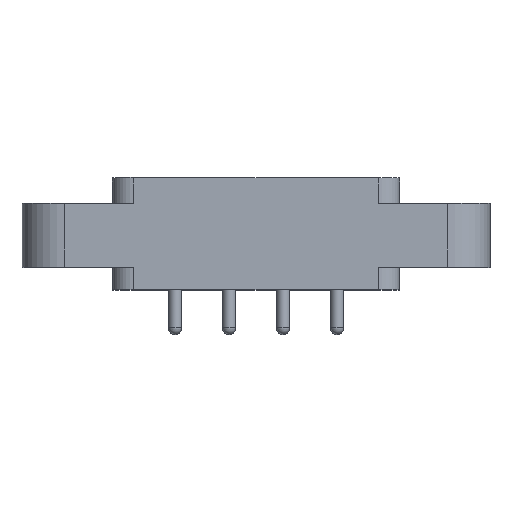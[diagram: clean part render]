
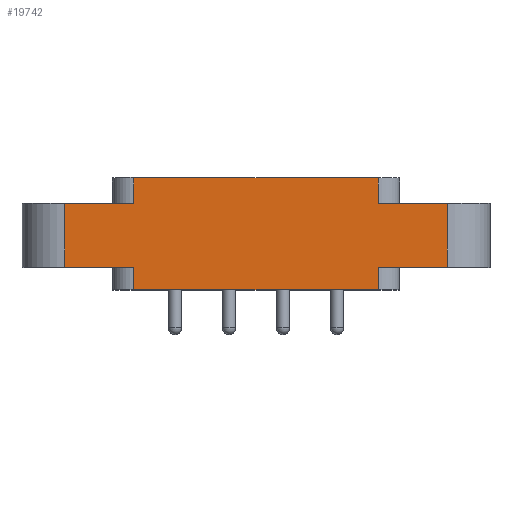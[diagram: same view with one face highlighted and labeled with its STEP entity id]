
A CAD part, top view. The second image highlights one B-rep face of the part: STEP entity #19742.
In plain terms, the highlighted planar face has unit normal (0, 0, 1).
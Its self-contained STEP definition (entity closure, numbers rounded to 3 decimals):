
#19=DIRECTION('',(-1.,0.,0.));
#20=VECTOR('',#19,6.5);
#21=CARTESIAN_POINT('',(18.,8.1,12.7));
#22=LINE('',#21,#20);
#41=DIRECTION('',(0.,1.,0.));
#42=VECTOR('',#41,2.4);
#43=CARTESIAN_POINT('',(11.5,8.1,12.7));
#44=LINE('',#43,#42);
#63=DIRECTION('',(-1.,0.,0.));
#64=VECTOR('',#63,23.);
#65=CARTESIAN_POINT('',(11.5,10.5,12.7));
#66=LINE('',#65,#64);
#1177=DIRECTION('',(0.,-1.,0.));
#1178=VECTOR('',#1177,2.4);
#1179=CARTESIAN_POINT('',(-11.5,10.5,12.7));
#1180=LINE('',#1179,#1178);
#1199=DIRECTION('',(-1.,0.,0.));
#1200=VECTOR('',#1199,6.5);
#1201=CARTESIAN_POINT('',(-11.5,8.1,12.7));
#1202=LINE('',#1201,#1200);
#1249=DIRECTION('',(0.,-1.,0.));
#1250=VECTOR('',#1249,6.);
#1251=CARTESIAN_POINT('',(-18.,8.1,12.7));
#1252=LINE('',#1251,#1250);
#1275=DIRECTION('',(1.,0.,0.));
#1276=VECTOR('',#1275,6.5);
#1277=CARTESIAN_POINT('',(-18.,2.1,12.7));
#1278=LINE('',#1277,#1276);
#1313=DIRECTION('',(0.,-1.,0.));
#1314=VECTOR('',#1313,2.1);
#1315=CARTESIAN_POINT('',(-11.5,2.1,12.7));
#1316=LINE('',#1315,#1314);
#1335=DIRECTION('',(1.,0.,0.));
#1336=VECTOR('',#1335,23.);
#1337=CARTESIAN_POINT('',(-11.5,0.,12.7));
#1338=LINE('',#1337,#1336);
#1521=DIRECTION('',(0.,1.,0.));
#1522=VECTOR('',#1521,2.1);
#1523=CARTESIAN_POINT('',(11.5,0.,12.7));
#1524=LINE('',#1523,#1522);
#1543=DIRECTION('',(1.,0.,0.));
#1544=VECTOR('',#1543,6.5);
#1545=CARTESIAN_POINT('',(11.5,2.1,12.7));
#1546=LINE('',#1545,#1544);
#1581=DIRECTION('',(0.,1.,0.));
#1582=VECTOR('',#1581,6.);
#1583=CARTESIAN_POINT('',(18.,2.1,12.7));
#1584=LINE('',#1583,#1582);
#15869=CARTESIAN_POINT('',(18.,2.1,12.7));
#15870=CARTESIAN_POINT('',(18.,8.1,12.7));
#15871=VERTEX_POINT('',#15869);
#15872=VERTEX_POINT('',#15870);
#15885=CARTESIAN_POINT('',(-18.,8.1,12.7));
#15886=CARTESIAN_POINT('',(-18.,2.1,12.7));
#15887=VERTEX_POINT('',#15885);
#15888=VERTEX_POINT('',#15886);
#15917=CARTESIAN_POINT('',(11.5,8.1,12.7));
#15918=CARTESIAN_POINT('',(11.5,10.5,12.7));
#15919=VERTEX_POINT('',#15917);
#15920=VERTEX_POINT('',#15918);
#15925=CARTESIAN_POINT('',(11.5,0.,12.7));
#15926=CARTESIAN_POINT('',(11.5,2.1,12.7));
#15927=VERTEX_POINT('',#15925);
#15928=VERTEX_POINT('',#15926);
#15933=CARTESIAN_POINT('',(-11.5,2.1,12.7));
#15934=CARTESIAN_POINT('',(-11.5,0.,12.7));
#15935=VERTEX_POINT('',#15933);
#15936=VERTEX_POINT('',#15934);
#15941=CARTESIAN_POINT('',(-11.5,10.5,12.7));
#15942=CARTESIAN_POINT('',(-11.5,8.1,12.7));
#15943=VERTEX_POINT('',#15941);
#15944=VERTEX_POINT('',#15942);
#19712=CARTESIAN_POINT('',(0.,0.,12.7));
#19713=DIRECTION('',(0.,0.,1.));
#19714=DIRECTION('',(1.,0.,0.));
#19715=AXIS2_PLACEMENT_3D('',#19712,#19713,#19714);
#19716=PLANE('',#19715);
#19718=ORIENTED_EDGE('',*,*,#19717,.F.);
#19719=ORIENTED_EDGE('',*,*,#19689,.F.);
#19721=ORIENTED_EDGE('',*,*,#19720,.F.);
#19723=ORIENTED_EDGE('',*,*,#19722,.F.);
#19725=ORIENTED_EDGE('',*,*,#19724,.F.);
#19727=ORIENTED_EDGE('',*,*,#19726,.F.);
#19729=ORIENTED_EDGE('',*,*,#19728,.F.);
#19731=ORIENTED_EDGE('',*,*,#19730,.F.);
#19733=ORIENTED_EDGE('',*,*,#19732,.F.);
#19735=ORIENTED_EDGE('',*,*,#19734,.F.);
#19737=ORIENTED_EDGE('',*,*,#19736,.F.);
#19739=ORIENTED_EDGE('',*,*,#19738,.F.);
#19740=EDGE_LOOP('',(#19718,#19719,#19721,#19723,#19725,#19727,#19729,#19731,
#19733,#19735,#19737,#19739));
#19741=FACE_OUTER_BOUND('',#19740,.F.);
#19742=ADVANCED_FACE('',(#19741),#19716,.T.);
#19689=EDGE_CURVE('',#15872,#15919,#22,.T.);
#19717=EDGE_CURVE('',#15919,#15920,#44,.T.);
#19720=EDGE_CURVE('',#15871,#15872,#1584,.T.);
#19722=EDGE_CURVE('',#15928,#15871,#1546,.T.);
#19724=EDGE_CURVE('',#15927,#15928,#1524,.T.);
#19726=EDGE_CURVE('',#15936,#15927,#1338,.T.);
#19728=EDGE_CURVE('',#15935,#15936,#1316,.T.);
#19730=EDGE_CURVE('',#15888,#15935,#1278,.T.);
#19732=EDGE_CURVE('',#15887,#15888,#1252,.T.);
#19734=EDGE_CURVE('',#15944,#15887,#1202,.T.);
#19736=EDGE_CURVE('',#15943,#15944,#1180,.T.);
#19738=EDGE_CURVE('',#15920,#15943,#66,.T.);
